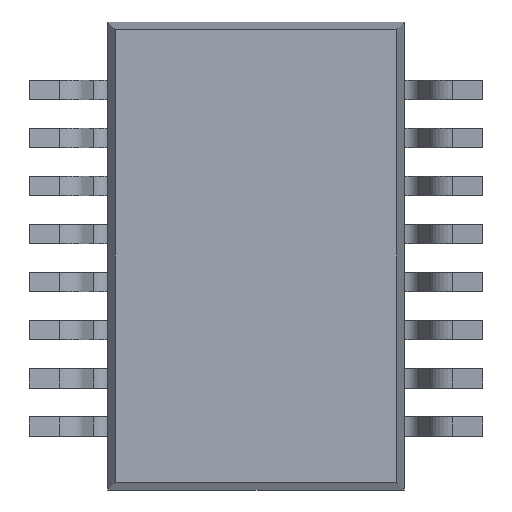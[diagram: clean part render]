
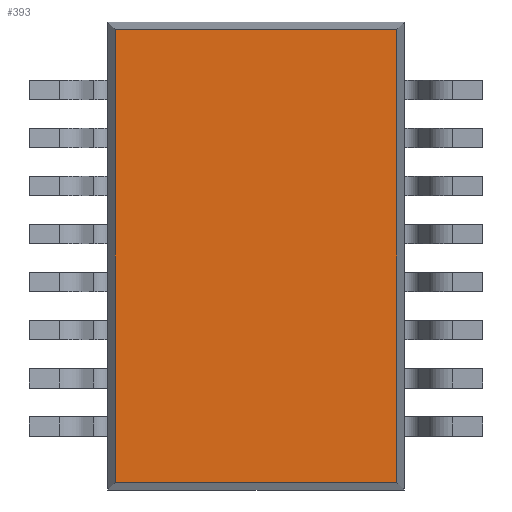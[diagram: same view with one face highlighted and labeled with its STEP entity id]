
A CAD part, front view. The second image highlights one B-rep face of the part: STEP entity #393.
In plain terms, the highlighted planar face has unit normal (0, -1, 0).
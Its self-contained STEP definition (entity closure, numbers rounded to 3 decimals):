
#113 = CARTESIAN_POINT ( 'NONE',  ( -1.856, 0.152, 0. ) ) ;
#229 = CARTESIAN_POINT ( 'NONE',  ( 0., 0.152, 0. ) ) ;
#333 = DIRECTION ( 'NONE',  ( 1., 0., 0. ) ) ;
#393 = ADVANCED_FACE ( 'NONE', ( #3852 ), #9722, .F. ) ;
#457 = CARTESIAN_POINT ( 'NONE',  ( 0., 0.152, -2.99 ) ) ;
#883 = EDGE_LOOP ( 'NONE', ( #8528, #8730, #8426, #4578 ) ) ;
#1071 = DIRECTION ( 'NONE',  ( 0., 0., 1. ) ) ;
#1529 = VERTEX_POINT ( 'NONE', #4259 ) ;
#1764 = DIRECTION ( 'NONE',  ( 0., 1., 0. ) ) ;
#1881 = VECTOR ( 'NONE', #5659, 1000. ) ;
#2165 = CARTESIAN_POINT ( 'NONE',  ( 1.856, 0.152, -2.99 ) ) ;
#2722 = VERTEX_POINT ( 'NONE', #4098 ) ;
#2873 = LINE ( 'NONE', #113, #1881 ) ;
#3333 = DIRECTION ( 'NONE',  ( 0., 0., 1. ) ) ;
#3852 = FACE_OUTER_BOUND ( 'NONE', #883, .T. ) ;
#4098 = CARTESIAN_POINT ( 'NONE',  ( -1.856, 0.152, 2.99 ) ) ;
#4207 = CARTESIAN_POINT ( 'NONE',  ( 1.856, 0.152, 0. ) ) ;
#4259 = CARTESIAN_POINT ( 'NONE',  ( 1.856, 0.152, 2.99 ) ) ;
#4282 = EDGE_CURVE ( 'NONE', #2722, #5183, #2873, .T. ) ;
#4419 = VECTOR ( 'NONE', #333, 1000. ) ;
#4578 = ORIENTED_EDGE ( 'NONE', *, *, #8689, .T. ) ;
#5183 = VERTEX_POINT ( 'NONE', #6913 ) ;
#5381 = VECTOR ( 'NONE', #5809, 1000. ) ;
#5659 = DIRECTION ( 'NONE',  ( 0., 0., -1. ) ) ;
#5809 = DIRECTION ( 'NONE',  ( -1., 0., 0. ) ) ;
#6195 = LINE ( 'NONE', #457, #4419 ) ;
#6540 = CARTESIAN_POINT ( 'NONE',  ( 0., 0.152, 2.99 ) ) ;
#6913 = CARTESIAN_POINT ( 'NONE',  ( -1.856, 0.152, -2.99 ) ) ;
#7058 = AXIS2_PLACEMENT_3D ( 'NONE', #229, #1764, #3333 ) ;
#7468 = LINE ( 'NONE', #4207, #9693 ) ;
#8426 = ORIENTED_EDGE ( 'NONE', *, *, #8742, .T. ) ;
#8528 = ORIENTED_EDGE ( 'NONE', *, *, #4282, .T. ) ;
#8689 = EDGE_CURVE ( 'NONE', #1529, #2722, #9086, .T. ) ;
#8730 = ORIENTED_EDGE ( 'NONE', *, *, #9973, .T. ) ;
#8742 = EDGE_CURVE ( 'NONE', #10007, #1529, #7468, .T. ) ;
#9086 = LINE ( 'NONE', #6540, #5381 ) ;
#9693 = VECTOR ( 'NONE', #1071, 1000. ) ;
#9722 = PLANE ( 'NONE',  #7058 ) ;
#9973 = EDGE_CURVE ( 'NONE', #5183, #10007, #6195, .T. ) ;
#10007 = VERTEX_POINT ( 'NONE', #2165 ) ;
